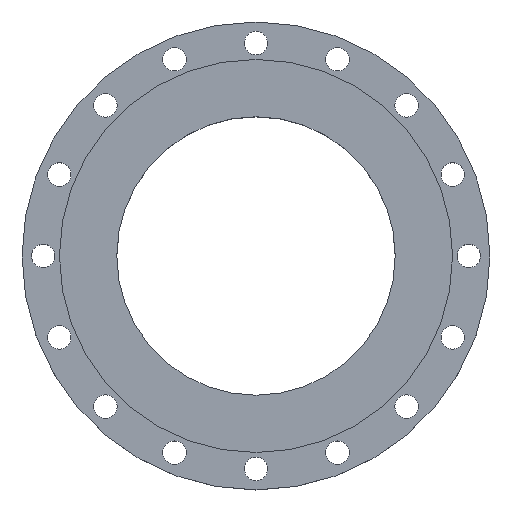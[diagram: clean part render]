
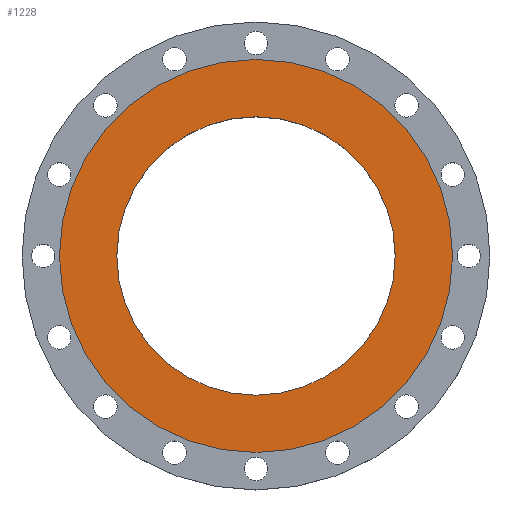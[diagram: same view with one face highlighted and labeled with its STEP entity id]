
A CAD part, top view. The second image highlights one B-rep face of the part: STEP entity #1228.
In plain terms, the highlighted planar face has unit normal (0, 0, 1).
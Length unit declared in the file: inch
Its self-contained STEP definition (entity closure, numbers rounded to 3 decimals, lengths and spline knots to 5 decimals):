
#25 = DIRECTION ( 'NONE',  ( 1., 0., 0. ) ) ;
#49 = AXIS2_PLACEMENT_3D ( 'NONE', #1424, #133, #1383 ) ;
#68 = PLANE ( 'NONE',  #570 ) ;
#81 = AXIS2_PLACEMENT_3D ( 'NONE', #703, #1508, #1255 ) ;
#100 = CIRCLE ( 'NONE', #219, 10.5 ) ;
#133 = DIRECTION ( 'NONE',  ( 0., 0., 1. ) ) ;
#161 = ORIENTED_EDGE ( 'NONE', *, *, #1387, .F. ) ;
#167 = EDGE_LOOP ( 'NONE', ( #161, #1585 ) ) ;
#210 = VERTEX_POINT ( 'NONE', #1243 ) ;
#219 = AXIS2_PLACEMENT_3D ( 'NONE', #710, #1395, #25 ) ;
#297 = EDGE_CURVE ( 'NONE', #1144, #210, #100, .T. ) ;
#305 = DIRECTION ( 'NONE',  ( 1., 0., 0. ) ) ;
#496 = CARTESIAN_POINT ( 'NONE',  ( 7.4375, 0., 0. ) ) ;
#570 = AXIS2_PLACEMENT_3D ( 'NONE', #1292, #1154, #1705 ) ;
#703 = CARTESIAN_POINT ( 'NONE',  ( 0., 0., 0. ) ) ;
#709 = DIRECTION ( 'NONE',  ( 0., 0., 1. ) ) ;
#710 = CARTESIAN_POINT ( 'NONE',  ( 0., 0., 0. ) ) ;
#737 = FACE_BOUND ( 'NONE', #167, .T. ) ;
#796 = EDGE_CURVE ( 'NONE', #210, #1144, #830, .T. ) ;
#830 = CIRCLE ( 'NONE', #49, 10.5 ) ;
#987 = CARTESIAN_POINT ( 'NONE',  ( 0., 0., 0. ) ) ;
#1000 = ORIENTED_EDGE ( 'NONE', *, *, #796, .T. ) ;
#1064 = EDGE_CURVE ( 'NONE', #1762, #1211, #1289, .T. ) ;
#1068 = CIRCLE ( 'NONE', #81, 7.4375 ) ;
#1090 = EDGE_LOOP ( 'NONE', ( #1000, #1105 ) ) ;
#1105 = ORIENTED_EDGE ( 'NONE', *, *, #297, .T. ) ;
#1144 = VERTEX_POINT ( 'NONE', #1435 ) ;
#1154 = DIRECTION ( 'NONE',  ( 0., 0., -1. ) ) ;
#1211 = VERTEX_POINT ( 'NONE', #496 ) ;
#1228 = ADVANCED_FACE ( 'NONE', ( #737, #1310 ), #68, .F. ) ;
#1243 = CARTESIAN_POINT ( 'NONE',  ( 10.5, 0., 0. ) ) ;
#1255 = DIRECTION ( 'NONE',  ( 1., 0., 0. ) ) ;
#1289 = CIRCLE ( 'NONE', #1524, 7.4375 ) ;
#1292 = CARTESIAN_POINT ( 'NONE',  ( 0., 7.4375, 0. ) ) ;
#1310 = FACE_OUTER_BOUND ( 'NONE', #1090, .T. ) ;
#1383 = DIRECTION ( 'NONE',  ( 1., 0., 0. ) ) ;
#1387 = EDGE_CURVE ( 'NONE', #1211, #1762, #1068, .T. ) ;
#1390 = CARTESIAN_POINT ( 'NONE',  ( -7.4375, 0., 0. ) ) ;
#1395 = DIRECTION ( 'NONE',  ( 0., 0., 1. ) ) ;
#1424 = CARTESIAN_POINT ( 'NONE',  ( 0., 0., 0. ) ) ;
#1435 = CARTESIAN_POINT ( 'NONE',  ( -10.5, 0., 0. ) ) ;
#1508 = DIRECTION ( 'NONE',  ( 0., 0., 1. ) ) ;
#1524 = AXIS2_PLACEMENT_3D ( 'NONE', #987, #709, #305 ) ;
#1585 = ORIENTED_EDGE ( 'NONE', *, *, #1064, .F. ) ;
#1705 = DIRECTION ( 'NONE',  ( -1., 0., 0. ) ) ;
#1762 = VERTEX_POINT ( 'NONE', #1390 ) ;
